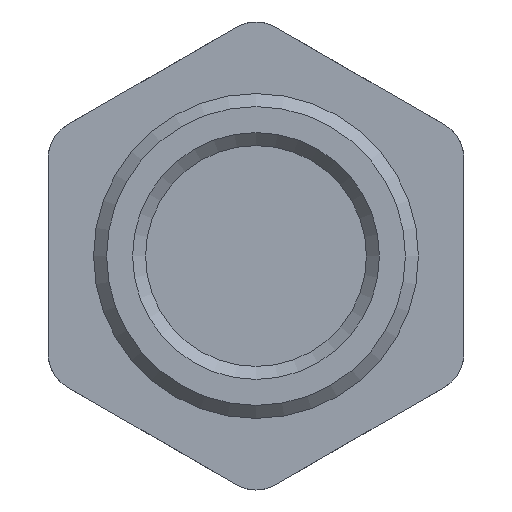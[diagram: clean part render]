
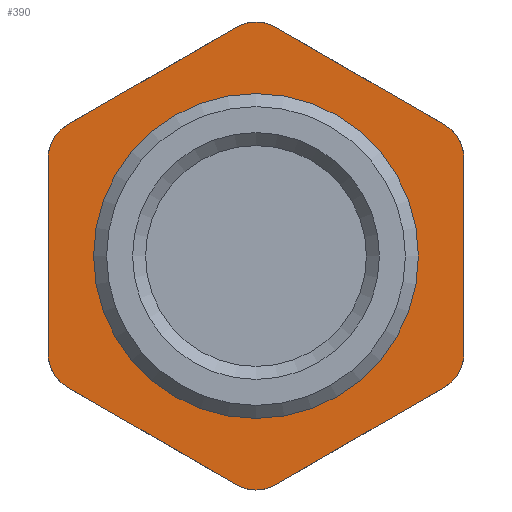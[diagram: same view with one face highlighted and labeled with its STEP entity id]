
A CAD part, front view. The second image highlights one B-rep face of the part: STEP entity #390.
In plain terms, the highlighted planar face has unit normal (0, -1, 0).
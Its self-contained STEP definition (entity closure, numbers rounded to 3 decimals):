
#28=FACE_BOUND('',#143,.T.);
#43=LINE('',#619,#67);
#45=LINE('',#627,#69);
#46=LINE('',#631,#70);
#47=LINE('',#635,#71);
#48=LINE('',#639,#72);
#49=LINE('',#643,#73);
#67=VECTOR('',#510,10.);
#69=VECTOR('',#514,10.);
#70=VECTOR('',#517,10.);
#71=VECTOR('',#520,10.);
#72=VECTOR('',#523,10.);
#73=VECTOR('',#526,10.);
#119=FACE_OUTER_BOUND('',#142,.T.);
#142=EDGE_LOOP('',(#296,#297,#298,#299,#300,#301,#302,#303,#304,#305,#306,
#307));
#143=EDGE_LOOP('',(#308));
#166=CIRCLE('',#443,3.);
#167=CIRCLE('',#446,3.);
#168=CIRCLE('',#447,3.);
#169=CIRCLE('',#448,3.);
#170=CIRCLE('',#449,3.);
#171=CIRCLE('',#450,3.);
#172=CIRCLE('',#451,11.69);
#183=VERTEX_POINT('',#600);
#184=VERTEX_POINT('',#601);
#187=VERTEX_POINT('',#618);
#189=VERTEX_POINT('',#626);
#190=VERTEX_POINT('',#628);
#191=VERTEX_POINT('',#630);
#192=VERTEX_POINT('',#632);
#193=VERTEX_POINT('',#634);
#194=VERTEX_POINT('',#636);
#195=VERTEX_POINT('',#638);
#196=VERTEX_POINT('',#640);
#197=VERTEX_POINT('',#642);
#198=VERTEX_POINT('',#645);
#223=EDGE_CURVE('',#183,#184,#166,.T.);
#227=EDGE_CURVE('',#187,#184,#43,.T.);
#230=EDGE_CURVE('',#183,#189,#45,.T.);
#231=EDGE_CURVE('',#190,#189,#167,.T.);
#232=EDGE_CURVE('',#190,#191,#46,.T.);
#233=EDGE_CURVE('',#192,#191,#168,.T.);
#234=EDGE_CURVE('',#192,#193,#47,.T.);
#235=EDGE_CURVE('',#194,#193,#169,.T.);
#236=EDGE_CURVE('',#194,#195,#48,.T.);
#237=EDGE_CURVE('',#196,#195,#170,.T.);
#238=EDGE_CURVE('',#196,#197,#49,.T.);
#239=EDGE_CURVE('',#187,#197,#171,.T.);
#240=EDGE_CURVE('',#198,#198,#172,.T.);
#296=ORIENTED_EDGE('',*,*,#223,.F.);
#297=ORIENTED_EDGE('',*,*,#230,.T.);
#298=ORIENTED_EDGE('',*,*,#231,.F.);
#299=ORIENTED_EDGE('',*,*,#232,.T.);
#300=ORIENTED_EDGE('',*,*,#233,.F.);
#301=ORIENTED_EDGE('',*,*,#234,.T.);
#302=ORIENTED_EDGE('',*,*,#235,.F.);
#303=ORIENTED_EDGE('',*,*,#236,.T.);
#304=ORIENTED_EDGE('',*,*,#237,.F.);
#305=ORIENTED_EDGE('',*,*,#238,.T.);
#306=ORIENTED_EDGE('',*,*,#239,.F.);
#307=ORIENTED_EDGE('',*,*,#227,.T.);
#308=ORIENTED_EDGE('',*,*,#240,.T.);
#375=PLANE('',#445);
#390=ADVANCED_FACE('',(#119,#28),#375,.T.);
#443=AXIS2_PLACEMENT_3D('',#602,#504,#505);
#445=AXIS2_PLACEMENT_3D('',#625,#512,#513);
#446=AXIS2_PLACEMENT_3D('',#629,#515,#516);
#447=AXIS2_PLACEMENT_3D('',#633,#518,#519);
#448=AXIS2_PLACEMENT_3D('',#637,#521,#522);
#449=AXIS2_PLACEMENT_3D('',#641,#524,#525);
#450=AXIS2_PLACEMENT_3D('',#644,#527,#528);
#451=AXIS2_PLACEMENT_3D('',#646,#529,#530);
#504=DIRECTION('center_axis',(0.,1.,0.));
#505=DIRECTION('ref_axis',(0.,0.,-1.));
#510=DIRECTION('',(0.866,0.,-0.5));
#512=DIRECTION('center_axis',(0.,-1.,0.));
#513=DIRECTION('ref_axis',(0.,0.,-1.));
#514=DIRECTION('',(0.866,0.,0.5));
#515=DIRECTION('center_axis',(0.,1.,0.));
#516=DIRECTION('ref_axis',(0.866,0.,-0.5));
#517=DIRECTION('',(0.,0.,1.));
#518=DIRECTION('center_axis',(0.,1.,0.));
#519=DIRECTION('ref_axis',(0.866,0.,0.5));
#520=DIRECTION('',(-0.866,0.,0.5));
#521=DIRECTION('center_axis',(0.,1.,0.));
#522=DIRECTION('ref_axis',(0.,0.,1.));
#523=DIRECTION('',(-0.866,0.,-0.5));
#524=DIRECTION('center_axis',(0.,1.,0.));
#525=DIRECTION('ref_axis',(-0.866,0.,0.5));
#526=DIRECTION('',(0.,0.,-1.));
#527=DIRECTION('center_axis',(0.,1.,0.));
#528=DIRECTION('ref_axis',(-0.866,0.,-0.5));
#529=DIRECTION('center_axis',(0.,1.,0.));
#530=DIRECTION('ref_axis',(1.,0.,0.));
#600=CARTESIAN_POINT('',(1.5,15.,-17.609));
#601=CARTESIAN_POINT('',(-1.5,15.,-17.609));
#602=CARTESIAN_POINT('Origin',(0.,15.,-15.011));
#618=CARTESIAN_POINT('',(-14.5,15.,-10.104));
#619=CARTESIAN_POINT('',(-11.5,15.,-11.836));
#625=CARTESIAN_POINT('Origin',(-20.,15.,0.));
#626=CARTESIAN_POINT('',(14.5,15.,-10.104));
#627=CARTESIAN_POINT('',(4.5,15.,-15.877));
#628=CARTESIAN_POINT('',(16.,15.,-7.506));
#629=CARTESIAN_POINT('Origin',(13.,15.,-7.506));
#630=CARTESIAN_POINT('',(16.,15.,7.506));
#631=CARTESIAN_POINT('',(16.,15.,4.619));
#632=CARTESIAN_POINT('',(14.5,15.,10.104));
#633=CARTESIAN_POINT('Origin',(13.,15.,7.506));
#634=CARTESIAN_POINT('',(1.5,15.,17.609));
#635=CARTESIAN_POINT('',(-3.5,15.,20.496));
#636=CARTESIAN_POINT('',(-1.5,15.,17.609));
#637=CARTESIAN_POINT('Origin',(0.,15.,15.011));
#638=CARTESIAN_POINT('',(-14.5,15.,10.104));
#639=CARTESIAN_POINT('',(-19.5,15.,7.217));
#640=CARTESIAN_POINT('',(-16.,15.,7.506));
#641=CARTESIAN_POINT('Origin',(-13.,15.,7.506));
#642=CARTESIAN_POINT('',(-16.,15.,-7.506));
#643=CARTESIAN_POINT('',(-16.,15.,-4.619));
#644=CARTESIAN_POINT('Origin',(-13.,15.,-7.506));
#645=CARTESIAN_POINT('',(11.69,15.,0.));
#646=CARTESIAN_POINT('Origin',(0.,15.,0.));
